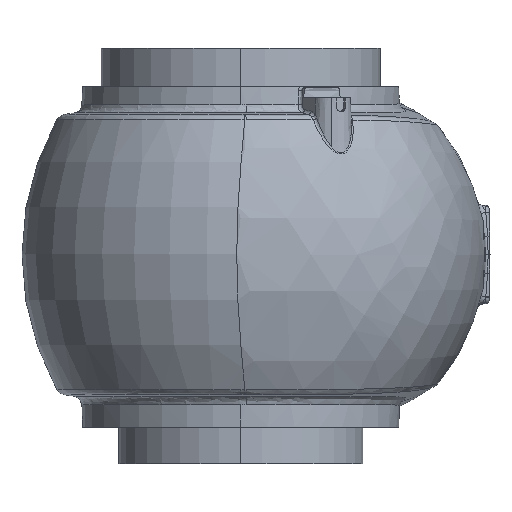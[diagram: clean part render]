
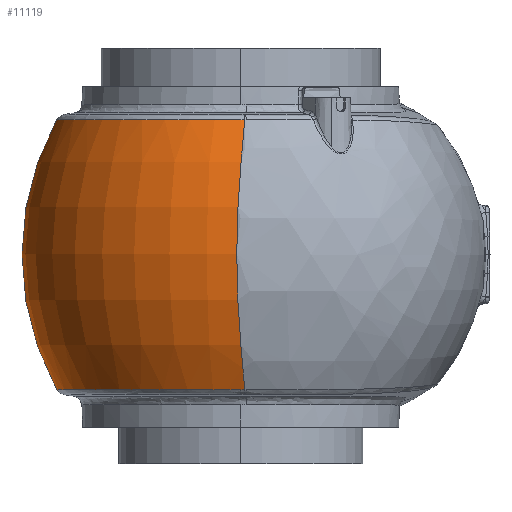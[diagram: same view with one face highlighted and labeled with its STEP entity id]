
A CAD part, left-side view. The second image highlights one B-rep face of the part: STEP entity #11119.
In plain terms, the highlighted toroidal (fillet/blend) face has major radius 17.282 mm and minor radius 80 mm.
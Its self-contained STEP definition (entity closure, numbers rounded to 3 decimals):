
#390 = DIRECTION ( 'NONE',  ( 1., 0., 0. ) ) ;
#732 = EDGE_CURVE ( 'NONE', #16725, #8128, #2333, .T. ) ;
#867 = CARTESIAN_POINT ( 'NONE',  ( -52.722, -1.174, 39.098 ) ) ;
#894 = CARTESIAN_POINT ( 'NONE',  ( -58.288, -0.091, 26.869 ) ) ;
#1123 = VERTEX_POINT ( 'NONE', #13145 ) ;
#1296 = CARTESIAN_POINT ( 'NONE',  ( -34.849, 39.73, 39.098 ) ) ;
#1492 = CARTESIAN_POINT ( 'NONE',  ( -47.4, 23.37, 39.098 ) ) ;
#1749 = ORIENTED_EDGE ( 'NONE', *, *, #17055, .F. ) ;
#1861 = DIRECTION ( 'NONE',  ( 0., 1., 0. ) ) ;
#1969 = CARTESIAN_POINT ( 'NONE',  ( -52.722, -1.174, 39.098 ) ) ;
#2280 = CARTESIAN_POINT ( 'NONE',  ( -52.735, 0., 39.098 ) ) ;
#2333 = B_SPLINE_CURVE_WITH_KNOTS ( 'NONE', 3,
 ( #3056, #2875, #2968, #4516, #18026, #1492, #15069, #17837, #13238, #1296, #10486, #13329, #8835, #13142, #7544, #9026, #13515, #10571 ),
 .UNSPECIFIED., .F., .F.,
 ( 4, 2, 2, 2, 2, 2, 2, 2, 4 ),
 ( 0., 0.125, 0.25, 0.375, 0.5, 0.625, 0.75, 0.875, 1. ),
 .UNSPECIFIED. ) ;
#2593 = CARTESIAN_POINT ( 'NONE',  ( -3.452, 52.735, -38.298 ) ) ;
#2759 = DIRECTION ( 'NONE',  ( 0., -1., 0. ) ) ;
#2875 = CARTESIAN_POINT ( 'NONE',  ( -52.735, 3.452, 39.098 ) ) ;
#2930 = EDGE_CURVE ( 'NONE', #8648, #8128, #7747, .T. ) ;
#2968 = CARTESIAN_POINT ( 'NONE',  ( -52.395, 6.903, 39.098 ) ) ;
#3056 = CARTESIAN_POINT ( 'NONE',  ( -52.735, 0., 39.098 ) ) ;
#3340 = CARTESIAN_POINT ( 'NONE',  ( 0., 52.735, 39.099 ) ) ;
#3539 = AXIS2_PLACEMENT_3D ( 'NONE', #14777, #19276, #2759 ) ;
#3541 = CARTESIAN_POINT ( 'NONE',  ( -59.334, 0.175, 23.666 ) ) ;
#3731 = CARTESIAN_POINT ( 'NONE',  ( -54.354, -0.921, 36.157 ) ) ;
#3761 = CARTESIAN_POINT ( 'NONE',  ( -16.992, 50.042, -38.298 ) ) ;
#3876 = DIRECTION ( 'NONE',  ( 0., 0., -1. ) ) ;
#4516 = CARTESIAN_POINT ( 'NONE',  ( -51.049, 13.673, 39.098 ) ) ;
#4832 = DIRECTION ( 'NONE',  ( 0., 0., -1. ) ) ;
#4999 = CARTESIAN_POINT ( 'NONE',  ( -62.495, 1.066, -6.346 ) ) ;
#5421 = CARTESIAN_POINT ( 'NONE',  ( -41.93, 32.168, -38.299 ) ) ;
#5442 = DIRECTION ( 'NONE',  ( 0.479, 0.878, 0. ) ) ;
#6283 = CIRCLE ( 'NONE', #11293, 52.735 ) ;
#6570 = ORIENTED_EDGE ( 'NONE', *, *, #2930, .F. ) ;
#6589 = ORIENTED_EDGE ( 'NONE', *, *, #8794, .T. ) ;
#6655 = CARTESIAN_POINT ( 'NONE',  ( -61.649, 0.813, 13.833 ) ) ;
#6754 = CARTESIAN_POINT ( 'NONE',  ( -58.29, -0.093, -26.07 ) ) ;
#6983 = CARTESIAN_POINT ( 'NONE',  ( -52.735, 3.452, -38.299 ) ) ;
#7169 = CARTESIAN_POINT ( 'NONE',  ( -51.049, 13.673, -38.299 ) ) ;
#7468 = EDGE_LOOP ( 'NONE', ( #6570, #15819, #1749, #19219, #6589, #12784 ) ) ;
#7544 = CARTESIAN_POINT ( 'NONE',  ( -13.673, 51.049, 39.099 ) ) ;
#7747 = CIRCLE ( 'NONE', #9057, 80. ) ;
#8128 = VERTEX_POINT ( 'NONE', #3340 ) ;
#8261 = CARTESIAN_POINT ( 'NONE',  ( -50.042, 16.992, -38.299 ) ) ;
#8648 = VERTEX_POINT ( 'NONE', #14531 ) ;
#8724 = FACE_OUTER_BOUND ( 'NONE', #7468, .T. ) ;
#8794 = EDGE_CURVE ( 'NONE', #11338, #16725, #6283, .T. ) ;
#8835 = CARTESIAN_POINT ( 'NONE',  ( -23.37, 47.4, 39.099 ) ) ;
#9008 = AXIS2_PLACEMENT_3D ( 'NONE', #17989, #4832, #10992 ) ;
#9026 = CARTESIAN_POINT ( 'NONE',  ( -6.903, 52.395, 39.099 ) ) ;
#9041 = EDGE_CURVE ( 'NONE', #8648, #1123, #14925, .T. ) ;
#9057 = AXIS2_PLACEMENT_3D ( 'NONE', #13788, #390, #1861 ) ;
#9499 = CARTESIAN_POINT ( 'NONE',  ( -61.015, 0.626, 17.148 ) ) ;
#9665 = B_SPLINE_CURVE_WITH_KNOTS ( 'NONE', 3,
 ( #1969, #3731, #12428, #894, #3541, #9499, #6655, #13893, #9699, #4999, #10960, #9802, #18508, #6754, #11357, #16938, #12725 ),
 .UNSPECIFIED., .F., .F.,
 ( 4, 2, 2, 2, 1, 2, 2, 2, 4 ),
 ( 0., 0.125, 0.25, 0.375, 0.5, 0.625, 0.75, 0.875, 1. ),
 .UNSPECIFIED. ) ;
#9699 = CARTESIAN_POINT ( 'NONE',  ( -62.92, 1.2, 0.4 ) ) ;
#9802 = CARTESIAN_POINT ( 'NONE',  ( -61.014, 0.627, -16.349 ) ) ;
#10486 = CARTESIAN_POINT ( 'NONE',  ( -32.168, 41.93, 39.098 ) ) ;
#10571 = CARTESIAN_POINT ( 'NONE',  ( 0., 52.735, 39.099 ) ) ;
#10960 = CARTESIAN_POINT ( 'NONE',  ( -61.648, 0.813, -13.034 ) ) ;
#10992 = DIRECTION ( 'NONE',  ( -1., 0., 0. ) ) ;
#11119 = ADVANCED_FACE ( 'NONE', ( #8724 ), #11334, .T. ) ;
#11284 = CARTESIAN_POINT ( 'NONE',  ( -26.428, 45.765, -38.298 ) ) ;
#11293 = AXIS2_PLACEMENT_3D ( 'NONE', #12781, #3876, #5442 ) ;
#11334 = TOROIDAL_SURFACE ( 'NONE', #3539, -17.282, 80. ) ;
#11338 = VERTEX_POINT ( 'NONE', #867 ) ;
#11357 = CARTESIAN_POINT ( 'NONE',  ( -55.801, -0.641, -32.316 ) ) ;
#11386 = CARTESIAN_POINT ( 'NONE',  ( -6.903, 52.395, -38.298 ) ) ;
#11591 = CARTESIAN_POINT ( 'NONE',  ( -45.765, 26.428, -38.299 ) ) ;
#12428 = CARTESIAN_POINT ( 'NONE',  ( -55.798, -0.639, 33.114 ) ) ;
#12725 = CARTESIAN_POINT ( 'NONE',  ( -52.722, -1.174, -38.299 ) ) ;
#12781 = CARTESIAN_POINT ( 'NONE',  ( 0., 0., 39.098 ) ) ;
#12784 = ORIENTED_EDGE ( 'NONE', *, *, #732, .T. ) ;
#12858 = CARTESIAN_POINT ( 'NONE',  ( -52.395, 6.903, -38.299 ) ) ;
#12930 = EDGE_CURVE ( 'NONE', #11338, #13813, #9665, .T. ) ;
#12957 = CARTESIAN_POINT ( 'NONE',  ( -34.849, 39.73, -38.299 ) ) ;
#13142 = CARTESIAN_POINT ( 'NONE',  ( -16.992, 50.042, 39.099 ) ) ;
#13145 = CARTESIAN_POINT ( 'NONE',  ( -52.735, 0., -38.299 ) ) ;
#13156 = CARTESIAN_POINT ( 'NONE',  ( -23.37, 47.4, -38.298 ) ) ;
#13238 = CARTESIAN_POINT ( 'NONE',  ( -39.73, 34.849, 39.098 ) ) ;
#13329 = CARTESIAN_POINT ( 'NONE',  ( -26.428, 45.765, 39.099 ) ) ;
#13515 = CARTESIAN_POINT ( 'NONE',  ( -3.452, 52.735, 39.099 ) ) ;
#13788 = CARTESIAN_POINT ( 'NONE',  ( 0., -17.282, 0.4 ) ) ;
#13813 = VERTEX_POINT ( 'NONE', #16162 ) ;
#13893 = CARTESIAN_POINT ( 'NONE',  ( -62.495, 1.066, 7.146 ) ) ;
#14319 = CARTESIAN_POINT ( 'NONE',  ( -32.168, 41.93, -38.299 ) ) ;
#14531 = CARTESIAN_POINT ( 'NONE',  ( 0., 52.735, -38.298 ) ) ;
#14777 = CARTESIAN_POINT ( 'NONE',  ( 0., 0., 0.4 ) ) ;
#14925 = B_SPLINE_CURVE_WITH_KNOTS ( 'NONE', 3,
 ( #19021, #2593, #11386, #15996, #3761, #13156, #11284, #14319, #12957, #15691, #5421, #11591, #17368, #8261, #7169, #12858, #6983, #17266 ),
 .UNSPECIFIED., .F., .F.,
 ( 4, 2, 2, 2, 2, 2, 2, 2, 4 ),
 ( 0., 0.125, 0.25, 0.375, 0.5, 0.625, 0.75, 0.875, 1. ),
 .UNSPECIFIED. ) ;
#15069 = CARTESIAN_POINT ( 'NONE',  ( -45.765, 26.428, 39.098 ) ) ;
#15691 = CARTESIAN_POINT ( 'NONE',  ( -39.73, 34.849, -38.299 ) ) ;
#15819 = ORIENTED_EDGE ( 'NONE', *, *, #9041, .T. ) ;
#15996 = CARTESIAN_POINT ( 'NONE',  ( -13.673, 51.049, -38.298 ) ) ;
#16162 = CARTESIAN_POINT ( 'NONE',  ( -52.722, -1.174, -38.299 ) ) ;
#16725 = VERTEX_POINT ( 'NONE', #2280 ) ;
#16938 = CARTESIAN_POINT ( 'NONE',  ( -54.355, -0.922, -35.358 ) ) ;
#17055 = EDGE_CURVE ( 'NONE', #13813, #1123, #19327, .T. ) ;
#17266 = CARTESIAN_POINT ( 'NONE',  ( -52.735, 0., -38.299 ) ) ;
#17368 = CARTESIAN_POINT ( 'NONE',  ( -47.4, 23.37, -38.299 ) ) ;
#17837 = CARTESIAN_POINT ( 'NONE',  ( -41.93, 32.168, 39.098 ) ) ;
#17989 = CARTESIAN_POINT ( 'NONE',  ( 0., 0., -38.299 ) ) ;
#18026 = CARTESIAN_POINT ( 'NONE',  ( -50.042, 16.992, 39.098 ) ) ;
#18508 = CARTESIAN_POINT ( 'NONE',  ( -59.335, 0.174, -22.867 ) ) ;
#19021 = CARTESIAN_POINT ( 'NONE',  ( 0., 52.735, -38.298 ) ) ;
#19219 = ORIENTED_EDGE ( 'NONE', *, *, #12930, .F. ) ;
#19276 = DIRECTION ( 'NONE',  ( 0., 0., 1. ) ) ;
#19327 = CIRCLE ( 'NONE', #9008, 52.735 ) ;
